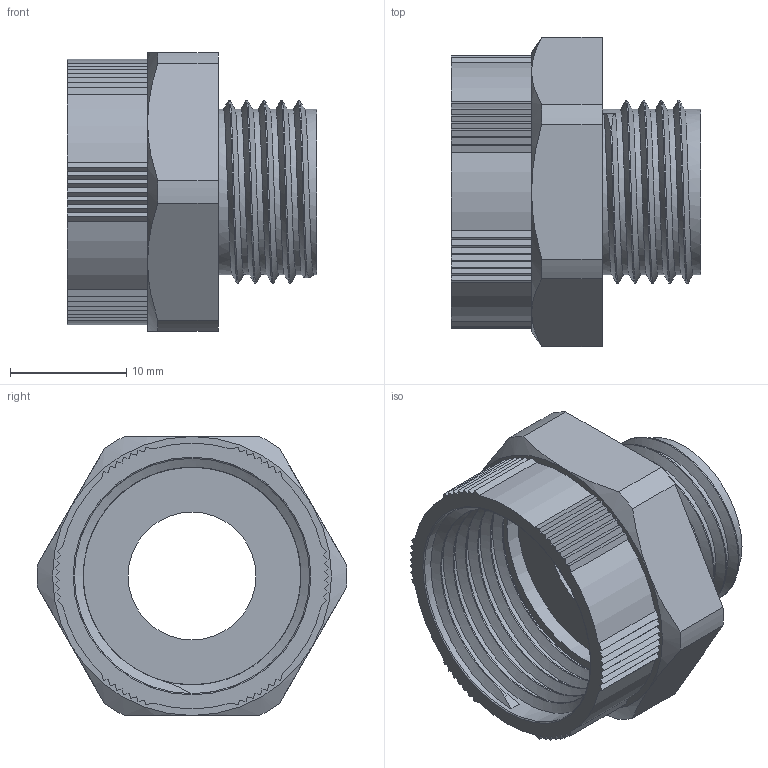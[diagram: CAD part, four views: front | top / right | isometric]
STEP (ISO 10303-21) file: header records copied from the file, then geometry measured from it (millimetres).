
FILE_DESCRIPTION(/* description */ ('Erweiterung sechskant M/M M16x1,5/M20x1,5'),/* implementation_level */ '2;1');
FILE_NAME(/* name */ '11081620-RST.stp',/* time_stamp */ '2020-05-04T08:57:00+02:00',/* author */ ('sl'),/* organization */ (''),/* preprocessor_version */ 'ST-DEVELOPER v16.5',/* originating_system */ 'Autodesk Inventor 2017',/* authorisation */ '');
FILE_SCHEMA (('AUTOMOTIVE_DESIGN { 1 0 10303 214 3 1 1 }'));
Length unit declared in the file: millimetre
Products named in the file (1): 11081620
Bounding box: 21.5 x 26.66 x 24 mm (x, y, z)
Volume: 3062.4 mm3; surface area: 3749.9 mm2
Topology: 1 solids, 1 shells, 144 faces, 410 edges, 271 vertices
Faces by surface type: plane 99, cylinder 34, cone 6, bspline 4, torus 1
Full cylindrical faces by diameter (mm): 11 x1, 14.228 x4, 18.73 x6, 20.252 x5
Entity records: 6092 total; most frequent: CARTESIAN_POINT 2777, ORIENTED_EDGE 716, DIRECTION 625, EDGE_CURVE 358, LINE 285, VECTOR 285, VERTEX_POINT 239, AXIS2_PLACEMENT_3D 170
